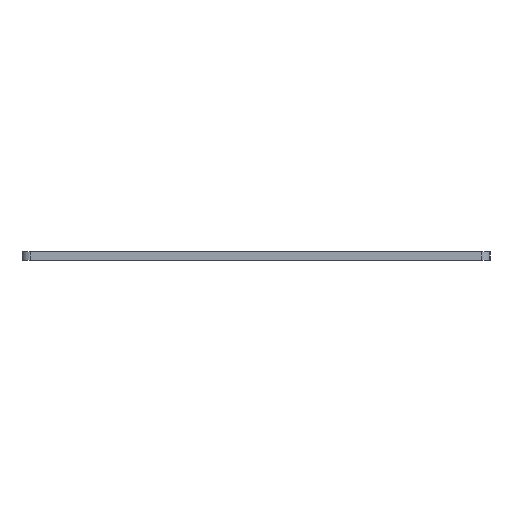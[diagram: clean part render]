
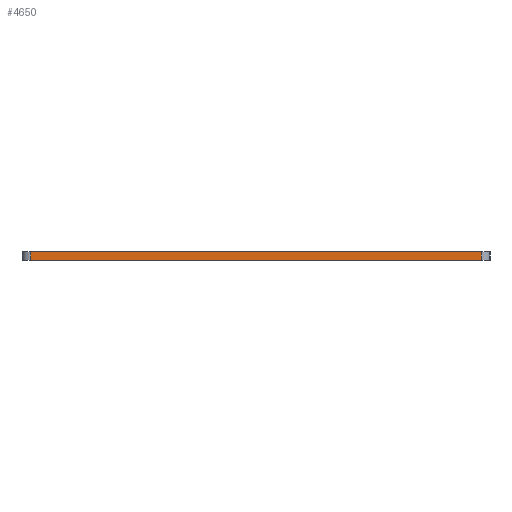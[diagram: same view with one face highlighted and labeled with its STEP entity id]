
A CAD part, left-side view. The second image highlights one B-rep face of the part: STEP entity #4650.
In plain terms, the highlighted planar face has unit normal (-1, 0, 0).
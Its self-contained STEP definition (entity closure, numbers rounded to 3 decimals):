
#344=FACE_OUTER_BOUND('',#558,.T.);
#558=EDGE_LOOP('',(#3787,#3788,#3789,#3790));
#1272=LINE('',#7218,#1892);
#1273=LINE('',#7221,#1893);
#1274=LINE('',#7223,#1894);
#1275=LINE('',#7224,#1895);
#1892=VECTOR('',#5940,10.);
#1893=VECTOR('',#5943,10.);
#1894=VECTOR('',#5944,10.);
#1895=VECTOR('',#5945,10.);
#2315=VERTEX_POINT('',#7211);
#2318=VERTEX_POINT('',#7216);
#2319=VERTEX_POINT('',#7220);
#2320=VERTEX_POINT('',#7222);
#2946=EDGE_CURVE('',#2315,#2318,#1272,.T.);
#2947=EDGE_CURVE('',#2319,#2315,#1273,.T.);
#2948=EDGE_CURVE('',#2320,#2318,#1274,.T.);
#2949=EDGE_CURVE('',#2319,#2320,#1275,.T.);
#3787=ORIENTED_EDGE('',*,*,#2947,.T.);
#3788=ORIENTED_EDGE('',*,*,#2946,.T.);
#3789=ORIENTED_EDGE('',*,*,#2948,.F.);
#3790=ORIENTED_EDGE('',*,*,#2949,.F.);
#4439=PLANE('',#4888);
#4650=ADVANCED_FACE('',(#344),#4439,.T.);
#4888=AXIS2_PLACEMENT_3D('',#7219,#5941,#5942);
#5940=DIRECTION('',(0.,0.,1.));
#5941=DIRECTION('center_axis',(-1.,0.,0.));
#5942=DIRECTION('ref_axis',(0.,-1.,0.));
#5943=DIRECTION('',(0.,-1.,0.));
#5944=DIRECTION('',(0.,-1.,0.));
#5945=DIRECTION('',(0.,0.,1.));
#7211=CARTESIAN_POINT('',(464.686,268.956,0.));
#7216=CARTESIAN_POINT('',(464.686,268.956,1.5));
#7218=CARTESIAN_POINT('',(464.686,268.956,0.));
#7219=CARTESIAN_POINT('Origin',(464.686,347.956,0.));
#7220=CARTESIAN_POINT('',(464.686,347.956,0.));
#7221=CARTESIAN_POINT('',(464.686,347.956,0.));
#7222=CARTESIAN_POINT('',(464.686,347.956,1.5));
#7223=CARTESIAN_POINT('',(464.686,347.956,1.5));
#7224=CARTESIAN_POINT('',(464.686,347.956,0.));
